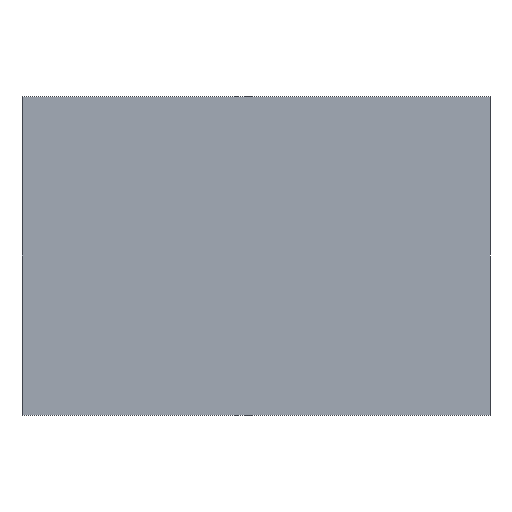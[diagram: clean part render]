
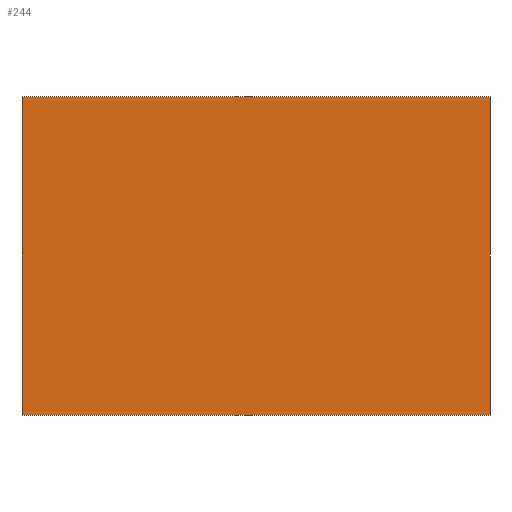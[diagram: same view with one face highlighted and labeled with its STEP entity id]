
A CAD part, front view. The second image highlights one B-rep face of the part: STEP entity #244.
In plain terms, the highlighted planar face has unit normal (0, -1, 0).
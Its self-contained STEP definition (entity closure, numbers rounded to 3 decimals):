
#15 = FACE_OUTER_BOUND ( 'NONE', #281, .T. ) ;
#26 = VECTOR ( 'NONE', #323, 1000. ) ;
#31 = VECTOR ( 'NONE', #316, 1000. ) ;
#46 = AXIS2_PLACEMENT_3D ( 'NONE', #169, #168, #167 ) ;
#58 = VECTOR ( 'NONE', #298, 1000. ) ;
#59 = VECTOR ( 'NONE', #330, 1000. ) ;
#137 = CARTESIAN_POINT ( 'NONE',  ( 0.624, -0.999, 0.85 ) ) ;
#139 = CARTESIAN_POINT ( 'NONE',  ( -0.624, -0.999, 0.85 ) ) ;
#141 = CARTESIAN_POINT ( 'NONE',  ( 0.624, -0.999, 0. ) ) ;
#142 = CARTESIAN_POINT ( 'NONE',  ( -0.624, -0.999, 0. ) ) ;
#167 = DIRECTION ( 'NONE',  ( 0., 0., -1. ) ) ;
#168 = DIRECTION ( 'NONE',  ( 0., -1., 0. ) ) ;
#169 = CARTESIAN_POINT ( 'NONE',  ( 0.624, -0.999, 0. ) ) ;
#170 = PLANE ( 'NONE',  #46 ) ;
#229 = EDGE_CURVE ( 'NONE', #358, #349, #299, .T. ) ;
#233 = EDGE_CURVE ( 'NONE', #349, #297, #304, .T. ) ;
#234 = EDGE_CURVE ( 'NONE', #297, #314, #271, .T. ) ;
#235 = EDGE_CURVE ( 'NONE', #358, #314, #280, .T. ) ;
#244 = ADVANCED_FACE ( 'NONE', ( #15 ), #170, .T. ) ;
#271 = LINE ( 'NONE', #333, #59 ) ;
#280 = LINE ( 'NONE', #344, #26 ) ;
#281 = EDGE_LOOP ( 'NONE', ( #329, #303, #331, #335 ) ) ;
#286 = CARTESIAN_POINT ( 'NONE',  ( 0.624, -0.999, 0.85 ) ) ;
#297 = VERTEX_POINT ( 'NONE', #142 ) ;
#298 = DIRECTION ( 'NONE',  ( -1., 0., 0. ) ) ;
#299 = LINE ( 'NONE', #286, #58 ) ;
#303 = ORIENTED_EDGE ( 'NONE', *, *, #234, .T. ) ;
#304 = LINE ( 'NONE', #308, #31 ) ;
#308 = CARTESIAN_POINT ( 'NONE',  ( -0.624, -0.999, 0. ) ) ;
#314 = VERTEX_POINT ( 'NONE', #141 ) ;
#316 = DIRECTION ( 'NONE',  ( 0., 0., -1. ) ) ;
#323 = DIRECTION ( 'NONE',  ( 0., 0., -1. ) ) ;
#329 = ORIENTED_EDGE ( 'NONE', *, *, #233, .T. ) ;
#330 = DIRECTION ( 'NONE',  ( 1., 0., 0. ) ) ;
#331 = ORIENTED_EDGE ( 'NONE', *, *, #235, .F. ) ;
#333 = CARTESIAN_POINT ( 'NONE',  ( -0.624, -0.999, 0. ) ) ;
#335 = ORIENTED_EDGE ( 'NONE', *, *, #229, .T. ) ;
#344 = CARTESIAN_POINT ( 'NONE',  ( 0.624, -0.999, 0. ) ) ;
#349 = VERTEX_POINT ( 'NONE', #139 ) ;
#358 = VERTEX_POINT ( 'NONE', #137 ) ;
